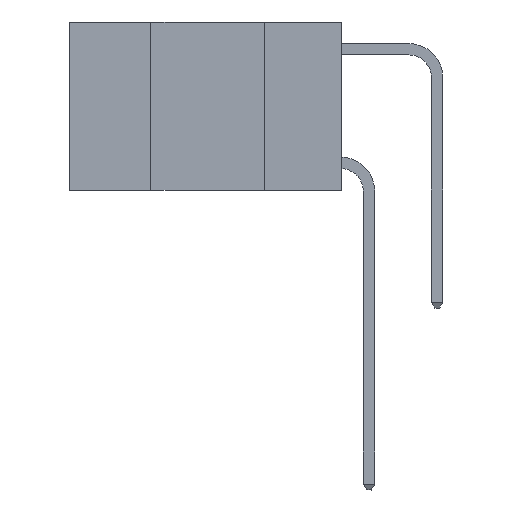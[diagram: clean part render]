
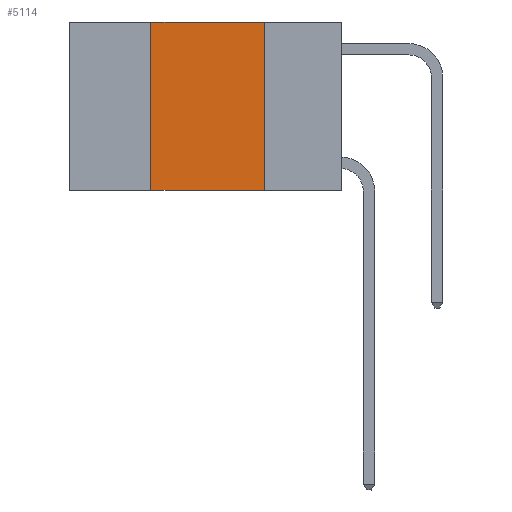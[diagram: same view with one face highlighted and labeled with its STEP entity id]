
A CAD part, left-side view. The second image highlights one B-rep face of the part: STEP entity #5114.
In plain terms, the highlighted planar face has unit normal (-1, 0, 0).
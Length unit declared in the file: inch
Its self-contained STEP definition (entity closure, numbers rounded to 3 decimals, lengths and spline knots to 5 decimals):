
#207 = AXIS2_PLACEMENT_3D ( 'NONE', #6533, #1130, #8547 ) ;
#353 = DIRECTION ( 'NONE',  ( 0., -1., 0. ) ) ;
#842 = LINE ( 'NONE', #13188, #4112 ) ;
#1019 = ORIENTED_EDGE ( 'NONE', *, *, #3129, .F. ) ;
#1128 = ORIENTED_EDGE ( 'NONE', *, *, #11187, .F. ) ;
#1130 = DIRECTION ( 'NONE',  ( 1., 0., 0. ) ) ;
#1234 = ORIENTED_EDGE ( 'NONE', *, *, #4399, .F. ) ;
#1285 = ORIENTED_EDGE ( 'NONE', *, *, #8922, .T. ) ;
#1964 = CARTESIAN_POINT ( 'NONE',  ( 0., 0.42, 0. ) ) ;
#2210 = CARTESIAN_POINT ( 'NONE',  ( 0., 0.17, 0. ) ) ;
#2515 = CARTESIAN_POINT ( 'NONE',  ( 0., 0.6, -0.37 ) ) ;
#2751 = CARTESIAN_POINT ( 'NONE',  ( 0., 0.42, 0. ) ) ;
#3129 = EDGE_CURVE ( 'NONE', #12044, #11735, #10985, .T. ) ;
#3264 = DIRECTION ( 'NONE',  ( 0., 0., -1. ) ) ;
#4112 = VECTOR ( 'NONE', #7227, 39.37008 ) ;
#4185 = VECTOR ( 'NONE', #353, 39.37008 ) ;
#4399 = EDGE_CURVE ( 'NONE', #7944, #5939, #13129, .T. ) ;
#4400 = PLANE ( 'NONE',  #207 ) ;
#4557 = FACE_OUTER_BOUND ( 'NONE', #11839, .T. ) ;
#4744 = VECTOR ( 'NONE', #6316, 39.37008 ) ;
#5114 = ADVANCED_FACE ( 'NONE', ( #4557 ), #4400, .F. ) ;
#5939 = VERTEX_POINT ( 'NONE', #2751 ) ;
#6316 = DIRECTION ( 'NONE',  ( 0., 0., 1. ) ) ;
#6533 = CARTESIAN_POINT ( 'NONE',  ( 0., 0.6, 0. ) ) ;
#6993 = LINE ( 'NONE', #2515, #4185 ) ;
#7227 = DIRECTION ( 'NONE',  ( 0., -1., 0. ) ) ;
#7944 = VERTEX_POINT ( 'NONE', #13211 ) ;
#8041 = CARTESIAN_POINT ( 'NONE',  ( 0., 0.17, -0.37 ) ) ;
#8332 = VECTOR ( 'NONE', #3264, 39.37008 ) ;
#8547 = DIRECTION ( 'NONE',  ( 0., 0., -1. ) ) ;
#8922 = EDGE_CURVE ( 'NONE', #7944, #11735, #6993, .T. ) ;
#10985 = LINE ( 'NONE', #12419, #8332 ) ;
#11187 = EDGE_CURVE ( 'NONE', #5939, #12044, #842, .T. ) ;
#11735 = VERTEX_POINT ( 'NONE', #8041 ) ;
#11839 = EDGE_LOOP ( 'NONE', ( #1019, #1128, #1234, #1285 ) ) ;
#12044 = VERTEX_POINT ( 'NONE', #2210 ) ;
#12419 = CARTESIAN_POINT ( 'NONE',  ( 0., 0.17, 0. ) ) ;
#13129 = LINE ( 'NONE', #1964, #4744 ) ;
#13188 = CARTESIAN_POINT ( 'NONE',  ( 0., 0.6, 0. ) ) ;
#13211 = CARTESIAN_POINT ( 'NONE',  ( 0., 0.42, -0.37 ) ) ;
